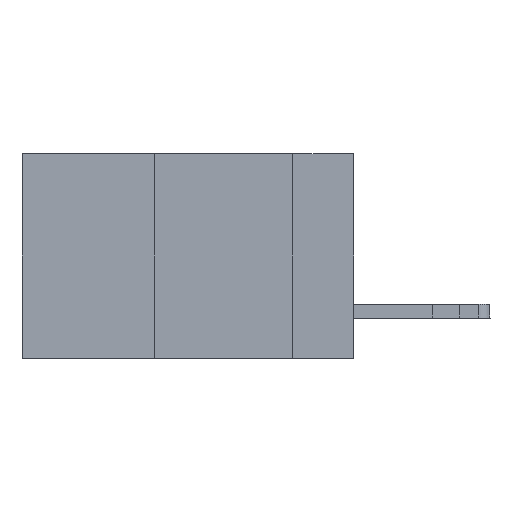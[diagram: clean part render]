
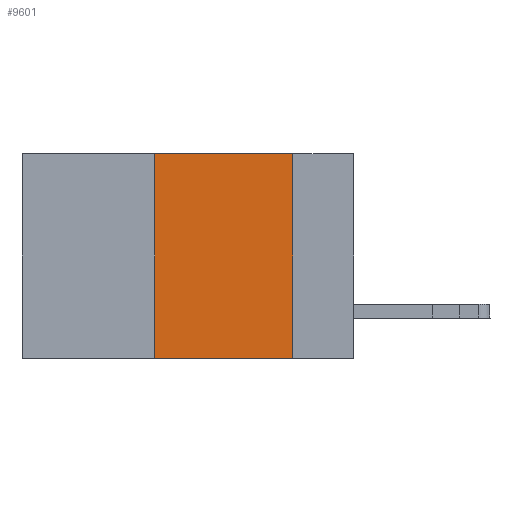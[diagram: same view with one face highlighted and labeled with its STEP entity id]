
A CAD part, left-side view. The second image highlights one B-rep face of the part: STEP entity #9601.
In plain terms, the highlighted planar face has unit normal (-1, 0, 0).
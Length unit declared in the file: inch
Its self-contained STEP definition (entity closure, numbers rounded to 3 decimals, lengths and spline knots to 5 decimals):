
#30 = CARTESIAN_POINT ( 'NONE',  ( 0., 0.6, 0. ) ) ;
#1204 = CARTESIAN_POINT ( 'NONE',  ( 0., 0.11, 0. ) ) ;
#2392 = FACE_OUTER_BOUND ( 'NONE', #8911, .T. ) ;
#3033 = DIRECTION ( 'NONE',  ( 1., 0., 0. ) ) ;
#4040 = DIRECTION ( 'NONE',  ( 0., 0., 1. ) ) ;
#4669 = CARTESIAN_POINT ( 'NONE',  ( 0., 0.6, -0.37 ) ) ;
#5011 = VERTEX_POINT ( 'NONE', #9320 ) ;
#5783 = VERTEX_POINT ( 'NONE', #13836 ) ;
#6266 = EDGE_CURVE ( 'NONE', #5783, #5011, #9678, .T. ) ;
#6302 = VECTOR ( 'NONE', #4040, 39.37008 ) ;
#6353 = CARTESIAN_POINT ( 'NONE',  ( 0., 0.6, 0. ) ) ;
#6892 = EDGE_CURVE ( 'NONE', #10886, #5011, #17403, .T. ) ;
#7403 = PLANE ( 'NONE',  #15801 ) ;
#8911 = EDGE_LOOP ( 'NONE', ( #14808, #9240, #12440, #13814 ) ) ;
#9132 = DIRECTION ( 'NONE',  ( 0., 0., -1. ) ) ;
#9240 = ORIENTED_EDGE ( 'NONE', *, *, #9815, .F. ) ;
#9320 = CARTESIAN_POINT ( 'NONE',  ( 0., 0.11, -0.37 ) ) ;
#9393 = DIRECTION ( 'NONE',  ( 0., -1., 0. ) ) ;
#9601 = ADVANCED_FACE ( 'NONE', ( #2392 ), #7403, .F. ) ;
#9678 = LINE ( 'NONE', #4669, #17226 ) ;
#9815 = EDGE_CURVE ( 'NONE', #15452, #10886, #9990, .T. ) ;
#9990 = LINE ( 'NONE', #6353, #17089 ) ;
#10212 = EDGE_CURVE ( 'NONE', #5783, #15452, #17736, .T. ) ;
#10316 = VECTOR ( 'NONE', #9132, 39.37008 ) ;
#10537 = DIRECTION ( 'NONE',  ( 0., -1., 0. ) ) ;
#10886 = VERTEX_POINT ( 'NONE', #1204 ) ;
#12440 = ORIENTED_EDGE ( 'NONE', *, *, #10212, .F. ) ;
#13201 = DIRECTION ( 'NONE',  ( 0., 0., -1. ) ) ;
#13716 = CARTESIAN_POINT ( 'NONE',  ( 0., 0.36, 0. ) ) ;
#13814 = ORIENTED_EDGE ( 'NONE', *, *, #6266, .T. ) ;
#13836 = CARTESIAN_POINT ( 'NONE',  ( 0., 0.36, -0.37 ) ) ;
#14808 = ORIENTED_EDGE ( 'NONE', *, *, #6892, .F. ) ;
#15452 = VERTEX_POINT ( 'NONE', #13716 ) ;
#15801 = AXIS2_PLACEMENT_3D ( 'NONE', #30, #3033, #13201 ) ;
#17089 = VECTOR ( 'NONE', #9393, 39.37008 ) ;
#17226 = VECTOR ( 'NONE', #10537, 39.37008 ) ;
#17403 = LINE ( 'NONE', #17629, #10316 ) ;
#17629 = CARTESIAN_POINT ( 'NONE',  ( 0., 0.11, 0. ) ) ;
#17736 = LINE ( 'NONE', #18374, #6302 ) ;
#18374 = CARTESIAN_POINT ( 'NONE',  ( 0., 0.36, 0. ) ) ;
